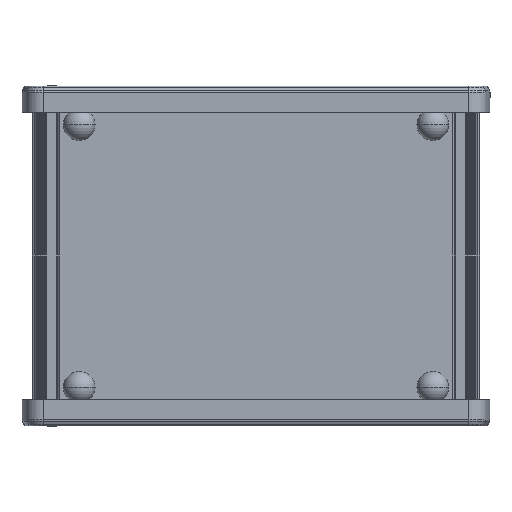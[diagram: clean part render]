
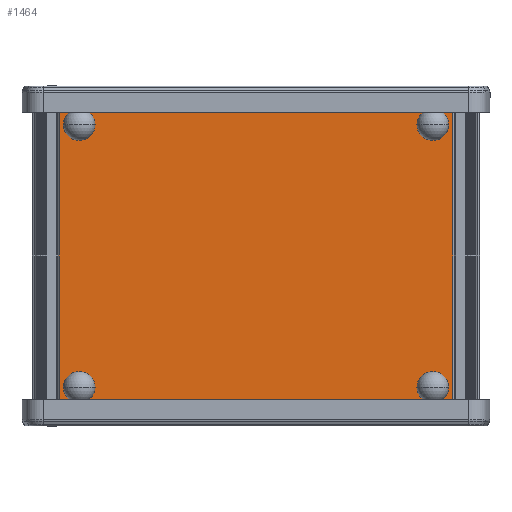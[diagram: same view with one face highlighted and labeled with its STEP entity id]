
A CAD part, front view. The second image highlights one B-rep face of the part: STEP entity #1464.
In plain terms, the highlighted planar face has unit normal (0, -1, 0).
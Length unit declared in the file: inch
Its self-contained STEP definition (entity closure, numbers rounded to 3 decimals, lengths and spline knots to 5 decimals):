
#561 = LINE ( 'NONE', #6080, #17098 ) ;
#1338 = VECTOR ( 'NONE', #18676, 39.37008 ) ;
#1376 = CARTESIAN_POINT ( 'NONE',  ( 2.94289, -1.05322, 2.3622 ) ) ;
#1464 = ADVANCED_FACE ( 'NONE', ( #19629 ), #9643, .F. ) ;
#1738 = VERTEX_POINT ( 'NONE', #8542 ) ;
#2635 = CARTESIAN_POINT ( 'NONE',  ( -2.94288, -1.05322, -2.3622 ) ) ;
#6080 = CARTESIAN_POINT ( 'NONE',  ( -2.94288, -1.05322, 2.3622 ) ) ;
#6287 = ORIENTED_EDGE ( 'NONE', *, *, #10809, .F. ) ;
#6775 = VERTEX_POINT ( 'NONE', #1376 ) ;
#8542 = CARTESIAN_POINT ( 'NONE',  ( -2.94288, -1.05322, 2.3622 ) ) ;
#9643 = PLANE ( 'NONE',  #17251 ) ;
#9938 = DIRECTION ( 'NONE',  ( 0., 1., 0. ) ) ;
#10526 = VECTOR ( 'NONE', #12784, 39.37008 ) ;
#10809 = EDGE_CURVE ( 'NONE', #1738, #6775, #22830, .T. ) ;
#11451 = CARTESIAN_POINT ( 'NONE',  ( -2.94288, -1.05322, -2.3622 ) ) ;
#12784 = DIRECTION ( 'NONE',  ( 0., 0., -1. ) ) ;
#13206 = ORIENTED_EDGE ( 'NONE', *, *, #13258, .T. ) ;
#13258 = EDGE_CURVE ( 'NONE', #1738, #20870, #561, .T. ) ;
#15236 = CARTESIAN_POINT ( 'NONE',  ( 2.94289, -1.05322, 2.3622 ) ) ;
#16984 = DIRECTION ( 'NONE',  ( 0., 0., 1. ) ) ;
#17057 = CARTESIAN_POINT ( 'NONE',  ( 2.94289, -1.05322, -2.3622 ) ) ;
#17098 = VECTOR ( 'NONE', #23740, 39.37008 ) ;
#17251 = AXIS2_PLACEMENT_3D ( 'NONE', #23392, #9938, #16984 ) ;
#18676 = DIRECTION ( 'NONE',  ( 1., 0., 0. ) ) ;
#18975 = EDGE_CURVE ( 'NONE', #6775, #23738, #20817, .T. ) ;
#18982 = LINE ( 'NONE', #11451, #26747 ) ;
#19629 = FACE_OUTER_BOUND ( 'NONE', #28089, .T. ) ;
#20184 = DIRECTION ( 'NONE',  ( 1., 0., 0. ) ) ;
#20204 = EDGE_CURVE ( 'NONE', #20870, #23738, #18982, .T. ) ;
#20817 = LINE ( 'NONE', #15236, #10526 ) ;
#20870 = VERTEX_POINT ( 'NONE', #2635 ) ;
#22830 = LINE ( 'NONE', #27626, #1338 ) ;
#23392 = CARTESIAN_POINT ( 'NONE',  ( -2.94288, -1.05322, 2.3622 ) ) ;
#23738 = VERTEX_POINT ( 'NONE', #17057 ) ;
#23740 = DIRECTION ( 'NONE',  ( 0., 0., -1. ) ) ;
#25708 = ORIENTED_EDGE ( 'NONE', *, *, #20204, .T. ) ;
#26120 = ORIENTED_EDGE ( 'NONE', *, *, #18975, .F. ) ;
#26747 = VECTOR ( 'NONE', #20184, 39.37008 ) ;
#27626 = CARTESIAN_POINT ( 'NONE',  ( -2.94288, -1.05322, 2.3622 ) ) ;
#28089 = EDGE_LOOP ( 'NONE', ( #25708, #26120, #6287, #13206 ) ) ;
